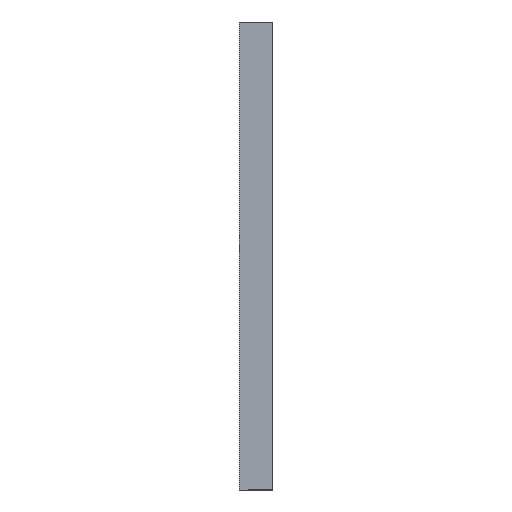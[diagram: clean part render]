
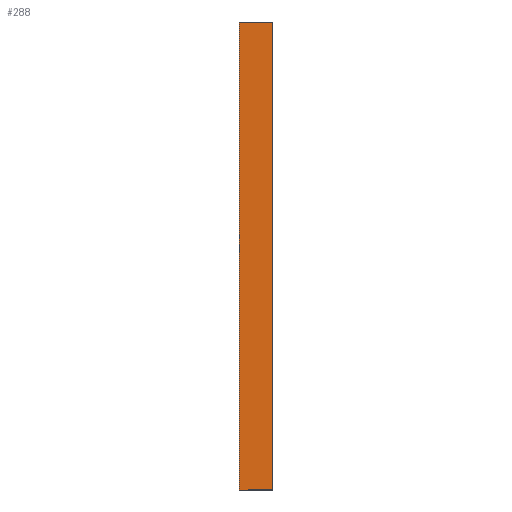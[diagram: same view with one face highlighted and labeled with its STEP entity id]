
A CAD part, left-side view. The second image highlights one B-rep face of the part: STEP entity #288.
In plain terms, the highlighted planar face has unit normal (-1, 0, 0).
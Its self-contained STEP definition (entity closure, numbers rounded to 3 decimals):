
#21 = VERTEX_POINT ( 'NONE', #121 ) ;
#44 = VECTOR ( 'NONE', #325, 1000. ) ;
#58 = ORIENTED_EDGE ( 'NONE', *, *, #284, .F. ) ;
#62 = LINE ( 'NONE', #500, #719 ) ;
#81 = CARTESIAN_POINT ( 'NONE',  ( 75., 5., -70. ) ) ;
#92 = DIRECTION ( 'NONE',  ( 0., 0., -1. ) ) ;
#114 = CARTESIAN_POINT ( 'NONE',  ( 75., 0., 0. ) ) ;
#117 = CARTESIAN_POINT ( 'NONE',  ( 75., 0., 0. ) ) ;
#121 = CARTESIAN_POINT ( 'NONE',  ( 75., 5., -70. ) ) ;
#161 = DIRECTION ( 'NONE',  ( 0., 0., -1. ) ) ;
#236 = CARTESIAN_POINT ( 'NONE',  ( 75., 5., 0. ) ) ;
#284 = EDGE_CURVE ( 'NONE', #304, #21, #342, .T. ) ;
#288 = ADVANCED_FACE ( 'NONE', ( #637 ), #663, .F. ) ;
#304 = VERTEX_POINT ( 'NONE', #558 ) ;
#325 = DIRECTION ( 'NONE',  ( 0., 1., 0. ) ) ;
#336 = ORIENTED_EDGE ( 'NONE', *, *, #461, .T. ) ;
#342 = LINE ( 'NONE', #81, #44 ) ;
#345 = EDGE_CURVE ( 'NONE', #428, #21, #62, .T. ) ;
#355 = LINE ( 'NONE', #117, #711 ) ;
#357 = ORIENTED_EDGE ( 'NONE', *, *, #661, .T. ) ;
#359 = AXIS2_PLACEMENT_3D ( 'NONE', #378, #434, #92 ) ;
#378 = CARTESIAN_POINT ( 'NONE',  ( 75., -5., -70. ) ) ;
#398 = VERTEX_POINT ( 'NONE', #114 ) ;
#428 = VERTEX_POINT ( 'NONE', #236 ) ;
#434 = DIRECTION ( 'NONE',  ( 1., 0., 0. ) ) ;
#444 = LINE ( 'NONE', #659, #731 ) ;
#461 = EDGE_CURVE ( 'NONE', #304, #398, #355, .T. ) ;
#500 = CARTESIAN_POINT ( 'NONE',  ( 75., 5., -70. ) ) ;
#558 = CARTESIAN_POINT ( 'NONE',  ( 75., 0., -70. ) ) ;
#568 = EDGE_LOOP ( 'NONE', ( #336, #357, #625, #58 ) ) ;
#625 = ORIENTED_EDGE ( 'NONE', *, *, #345, .T. ) ;
#637 = FACE_OUTER_BOUND ( 'NONE', #568, .T. ) ;
#654 = DIRECTION ( 'NONE',  ( 0., 1., 0. ) ) ;
#659 = CARTESIAN_POINT ( 'NONE',  ( 75., -5., 0. ) ) ;
#661 = EDGE_CURVE ( 'NONE', #398, #428, #444, .T. ) ;
#663 = PLANE ( 'NONE',  #359 ) ;
#711 = VECTOR ( 'NONE', #742, 1000. ) ;
#719 = VECTOR ( 'NONE', #161, 1000. ) ;
#731 = VECTOR ( 'NONE', #654, 1000. ) ;
#742 = DIRECTION ( 'NONE',  ( 0., 0., 1. ) ) ;
